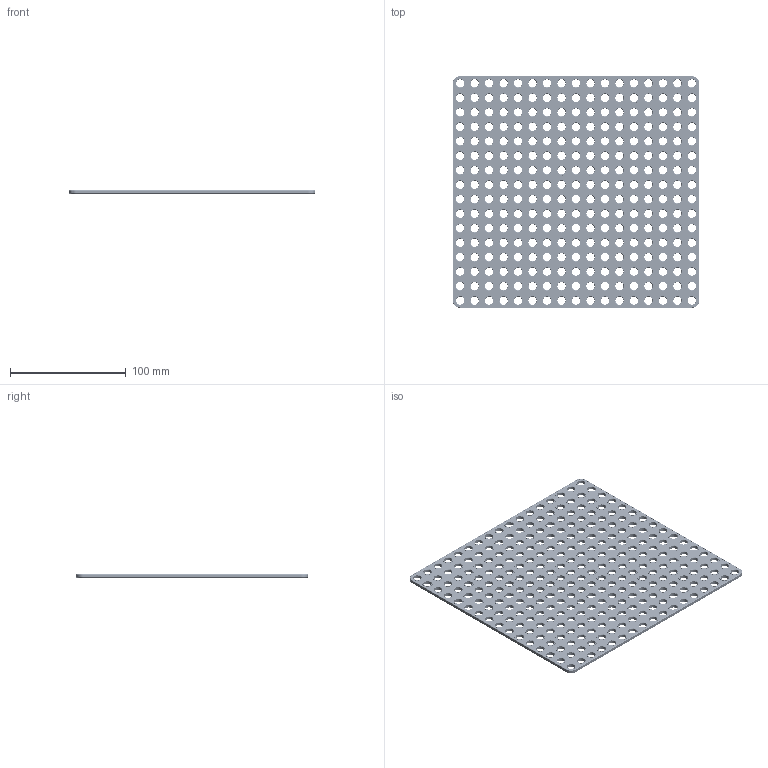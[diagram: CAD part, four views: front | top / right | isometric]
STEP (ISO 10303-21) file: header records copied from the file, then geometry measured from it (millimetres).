
FILE_DESCRIPTION(('FreeCAD Model'),'2;1');
FILE_NAME('Open CASCADE Shape Model','2024-10-08T23:50:21',(''),(''), 'Open CASCADE STEP processor 7.7','FreeCAD','Unknown');
FILE_SCHEMA(('AUTOMOTIVE_DESIGN { 1 0 10303 214 1 1 1 1 }'));
Length unit declared in the file: millimetre
Products named in the file (1): Plate RCT CRNR BU17x16x00.25 - SPN-PLT-0204 (stemfie.org)
Bounding box: 212.5 x 200 x 3.12 mm (x, y, z)
Volume: 94621.8 mm3; surface area: 84644.5 mm2
Topology: 1 solids, 1 shells, 1833 faces, 4018 edges, 2492 vertices
Faces by surface type: plane 601, cylinder 552, cone 552, extrusion 128
Full cylindrical faces by diameter (mm): 7 x272, 9.2 x272
Entity records: 51691 total; most frequent: CARTESIAN_POINT 9389, DIRECTION 8958, ORIENTED_EDGE 8036, EDGE_CURVE 4018, AXIS2_PLACEMENT_3D 3362, FACE_BOUND 2682, EDGE_LOOP 2682, VERTEX_POINT 2492
